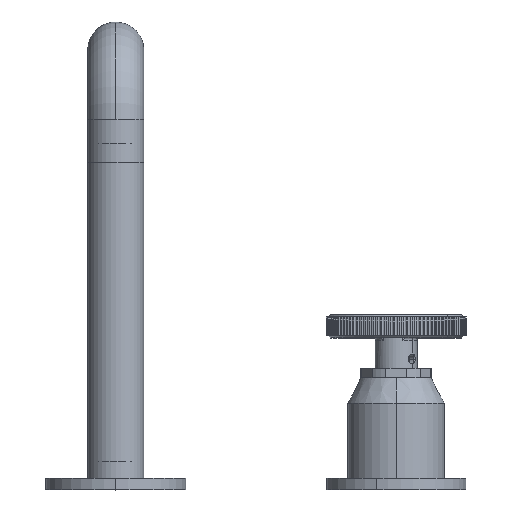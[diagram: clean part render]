
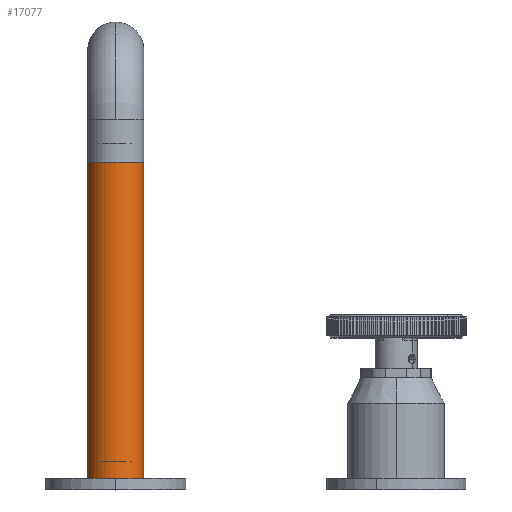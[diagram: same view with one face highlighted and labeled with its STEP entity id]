
A CAD part, top view. The second image highlights one B-rep face of the part: STEP entity #17077.
In plain terms, the highlighted cylindrical face has radius 12 mm (diameter 24 mm), a partial arc.
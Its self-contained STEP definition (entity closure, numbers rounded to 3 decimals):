
#383 = CARTESIAN_POINT ( 'NONE',  ( 12., 158., 0. ) ) ;
#847 = DIRECTION ( 'NONE',  ( 0., 1., 0. ) ) ;
#1195 = DIRECTION ( 'NONE',  ( 0., 1., 0. ) ) ;
#1260 = VERTEX_POINT ( 'NONE', #16840 ) ;
#1426 = DIRECTION ( 'NONE',  ( 0., 1., 0. ) ) ;
#1492 = ORIENTED_EDGE ( 'NONE', *, *, #6473, .T. ) ;
#1643 = VERTEX_POINT ( 'NONE', #4119 ) ;
#1684 = AXIS2_PLACEMENT_3D ( 'NONE', #15473, #11430, #14168 ) ;
#2045 = ORIENTED_EDGE ( 'NONE', *, *, #4939, .F. ) ;
#2530 = AXIS2_PLACEMENT_3D ( 'NONE', #13397, #1195, #14751 ) ;
#2697 = ORIENTED_EDGE ( 'NONE', *, *, #11227, .F. ) ;
#2733 = CARTESIAN_POINT ( 'NONE',  ( 0., 0., -12. ) ) ;
#2897 = VECTOR ( 'NONE', #11421, 1000. ) ;
#2933 = LINE ( 'NONE', #13671, #9677 ) ;
#2937 = CARTESIAN_POINT ( 'NONE',  ( 0., 158., 0. ) ) ;
#4119 = CARTESIAN_POINT ( 'NONE',  ( 0., 0., 12. ) ) ;
#4939 = EDGE_CURVE ( 'NONE', #1643, #14578, #2933, .T. ) ;
#5434 = LINE ( 'NONE', #14217, #2897 ) ;
#6290 = ORIENTED_EDGE ( 'NONE', *, *, #15749, .T. ) ;
#6473 = EDGE_CURVE ( 'NONE', #16417, #1260, #5434, .T. ) ;
#7190 = DIRECTION ( 'NONE',  ( 0., 0., 1. ) ) ;
#7616 = CIRCLE ( 'NONE', #8282, 12. ) ;
#8012 = EDGE_CURVE ( 'NONE', #13791, #1260, #11288, .T. ) ;
#8282 = AXIS2_PLACEMENT_3D ( 'NONE', #10552, #847, #10320 ) ;
#8688 = CYLINDRICAL_SURFACE ( 'NONE', #1684, 12. ) ;
#9050 = AXIS2_PLACEMENT_3D ( 'NONE', #2937, #15162, #7190 ) ;
#9677 = VECTOR ( 'NONE', #1426, 1000. ) ;
#10320 = DIRECTION ( 'NONE',  ( 0., 0., 1. ) ) ;
#10552 = CARTESIAN_POINT ( 'NONE',  ( 0., 0., 0. ) ) ;
#11004 = EDGE_LOOP ( 'NONE', ( #6290, #1492, #11434, #2697, #2045 ) ) ;
#11227 = EDGE_CURVE ( 'NONE', #14578, #13791, #15057, .T. ) ;
#11288 = CIRCLE ( 'NONE', #9050, 12. ) ;
#11421 = DIRECTION ( 'NONE',  ( 0., 1., 0. ) ) ;
#11430 = DIRECTION ( 'NONE',  ( 0., 1., 0. ) ) ;
#11434 = ORIENTED_EDGE ( 'NONE', *, *, #8012, .F. ) ;
#12855 = CARTESIAN_POINT ( 'NONE',  ( 0., 158., 12. ) ) ;
#13397 = CARTESIAN_POINT ( 'NONE',  ( 0., 158., 0. ) ) ;
#13671 = CARTESIAN_POINT ( 'NONE',  ( 0., 0., 12. ) ) ;
#13791 = VERTEX_POINT ( 'NONE', #383 ) ;
#14168 = DIRECTION ( 'NONE',  ( 0., 0., 1. ) ) ;
#14217 = CARTESIAN_POINT ( 'NONE',  ( 0., 0., -12. ) ) ;
#14578 = VERTEX_POINT ( 'NONE', #12855 ) ;
#14751 = DIRECTION ( 'NONE',  ( 0., 0., 1. ) ) ;
#15057 = CIRCLE ( 'NONE', #2530, 12. ) ;
#15162 = DIRECTION ( 'NONE',  ( 0., 1., 0. ) ) ;
#15473 = CARTESIAN_POINT ( 'NONE',  ( 0., 0., 0. ) ) ;
#15749 = EDGE_CURVE ( 'NONE', #1643, #16417, #7616, .T. ) ;
#15850 = FACE_OUTER_BOUND ( 'NONE', #11004, .T. ) ;
#16417 = VERTEX_POINT ( 'NONE', #2733 ) ;
#16840 = CARTESIAN_POINT ( 'NONE',  ( 0., 158., -12. ) ) ;
#17077 = ADVANCED_FACE ( 'NONE', ( #15850 ), #8688, .T. ) ;
